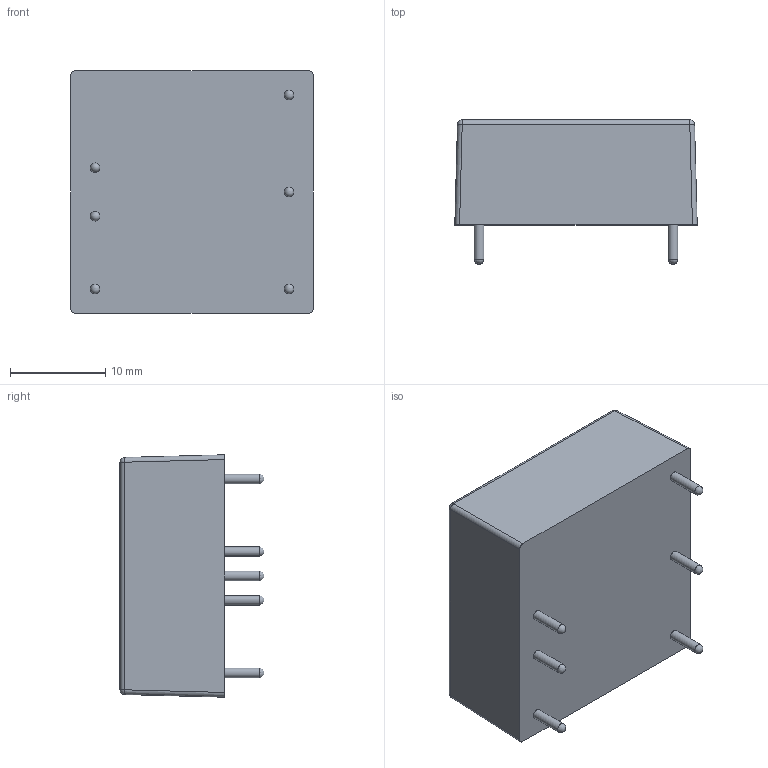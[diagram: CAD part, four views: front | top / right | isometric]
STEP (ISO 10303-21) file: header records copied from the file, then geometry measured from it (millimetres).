
FILE_DESCRIPTION(/* description */ ('STEP AP214'),/* implementation_level */ '2;1');
FILE_NAME(/* name */ 'DQD6-24-S5',/* time_stamp */ '2026-01-28T20:49:46+01:00',/* author */ ('License CC BY-ND 4.0'),/* organization */ ('CADENAS'),/* preprocessor_version */ 'ST-DEVELOPER v20',/* originating_system */ 'PARTsolutions',/* authorisation */ ' ');
FILE_SCHEMA (('AUTOMOTIVE_DESIGN {1 0 10303 214 3 1 1}'));
Length unit declared in the file: millimetre
Products named in the file (8): DQD6-24-S5; DQD6-24-S5_PART1; DQD6-24-S5_PART2; DQD6-24-S5_PART3; DQD6-24-S5_PART4; DQD6-24-S5_PART5; DQD6-24-S5_PART6; DQD6-24-S5_PART7
Assembly tree (7 placements, depth 2):
  DQD6-24-S5
    DQD6-24-S5_PART1
    DQD6-24-S5_PART2
    DQD6-24-S5_PART3
    DQD6-24-S5_PART4
    DQD6-24-S5_PART5
    DQD6-24-S5_PART6
    DQD6-24-S5_PART7
Bounding box: 25.4 x 15.1 x 25.4 mm (x, y, z)
Volume: 6948.3 mm3; surface area: 2588.5 mm2
Topology: 7 solids, 7 shells, 48 faces, 107 edges, 67 vertices
Faces by surface type: cylinder 20, plane 18, sphere 10
Full cylindrical faces by diameter (mm): 1 x12
Entity records: 1206 total; most frequent: DIRECTION 212, CARTESIAN_POINT 160, ORIENTED_EDGE 120, AXIS2_PLACEMENT_3D 96, EDGE_LOOP 66, FACE_BOUND 66, EDGE_CURVE 60, ADVANCED_FACE 48
